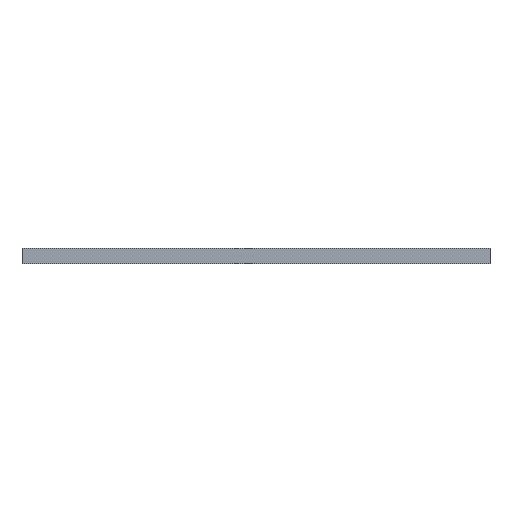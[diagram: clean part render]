
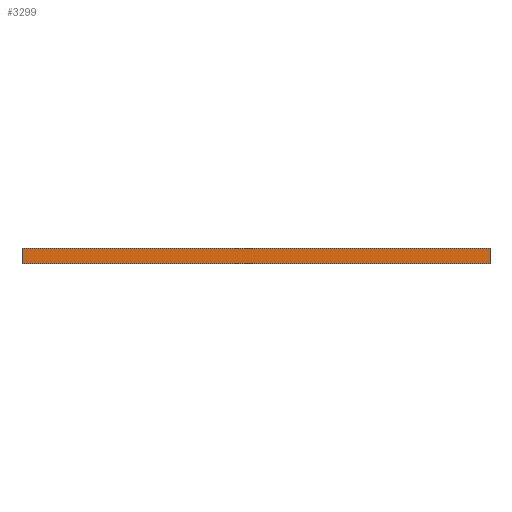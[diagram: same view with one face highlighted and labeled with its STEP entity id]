
A CAD part, left-side view. The second image highlights one B-rep face of the part: STEP entity #3299.
In plain terms, the highlighted planar face has unit normal (-1, 0, 0).
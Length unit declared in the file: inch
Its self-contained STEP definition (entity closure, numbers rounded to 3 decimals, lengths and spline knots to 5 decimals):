
#48 = DIRECTION ( 'NONE',  ( 0., 1., 0. ) ) ;
#131 = ORIENTED_EDGE ( 'NONE', *, *, #3820, .T. ) ;
#412 = EDGE_CURVE ( 'NONE', #5208, #4746, #4102, .T. ) ;
#417 = CARTESIAN_POINT ( 'NONE',  ( -0.88583, 1.05298, 0.02953 ) ) ;
#733 = AXIS2_PLACEMENT_3D ( 'NONE', #5659, #4605, #6123 ) ;
#735 = DIRECTION ( 'NONE',  ( 0., 1., 0. ) ) ;
#779 = ORIENTED_EDGE ( 'NONE', *, *, #412, .F. ) ;
#837 = DIRECTION ( 'NONE',  ( 0., 0., 1. ) ) ;
#1075 = LINE ( 'NONE', #3338, #1478 ) ;
#1417 = EDGE_LOOP ( 'NONE', ( #2055, #1678, #779, #131 ) ) ;
#1478 = VECTOR ( 'NONE', #735, 39.37008 ) ;
#1566 = VERTEX_POINT ( 'NONE', #417 ) ;
#1678 = ORIENTED_EDGE ( 'NONE', *, *, #3350, .T. ) ;
#1943 = CARTESIAN_POINT ( 'NONE',  ( -0.88583, 1.05298, 0. ) ) ;
#2018 = CARTESIAN_POINT ( 'NONE',  ( -0.88583, -0.71867, 0.02953 ) ) ;
#2055 = ORIENTED_EDGE ( 'NONE', *, *, #6367, .T. ) ;
#2314 = LINE ( 'NONE', #4474, #6399 ) ;
#2880 = VECTOR ( 'NONE', #48, 39.37008 ) ;
#3299 = ADVANCED_FACE ( 'NONE', ( #5425 ), #5135, .T. ) ;
#3338 = CARTESIAN_POINT ( 'NONE',  ( -0.88583, 1.05298, 0.02953 ) ) ;
#3350 = EDGE_CURVE ( 'NONE', #1566, #4746, #6649, .T. ) ;
#3522 = CARTESIAN_POINT ( 'NONE',  ( -0.88583, -0.71867, -0.02953 ) ) ;
#3552 = CARTESIAN_POINT ( 'NONE',  ( -0.88583, 0.16716, -0.02953 ) ) ;
#3820 = EDGE_CURVE ( 'NONE', #5208, #5190, #2314, .T. ) ;
#4102 = LINE ( 'NONE', #3552, #2880 ) ;
#4474 = CARTESIAN_POINT ( 'NONE',  ( -0.88583, -0.71867, 0. ) ) ;
#4605 = DIRECTION ( 'NONE',  ( -1., 0., 0. ) ) ;
#4746 = VERTEX_POINT ( 'NONE', #5385 ) ;
#5135 = PLANE ( 'NONE',  #733 ) ;
#5190 = VERTEX_POINT ( 'NONE', #2018 ) ;
#5208 = VERTEX_POINT ( 'NONE', #3522 ) ;
#5385 = CARTESIAN_POINT ( 'NONE',  ( -0.88583, 1.05298, -0.02953 ) ) ;
#5425 = FACE_OUTER_BOUND ( 'NONE', #1417, .T. ) ;
#5621 = DIRECTION ( 'NONE',  ( 0., 0., -1. ) ) ;
#5659 = CARTESIAN_POINT ( 'NONE',  ( -0.88583, 1.05298, 0. ) ) ;
#5996 = VECTOR ( 'NONE', #5621, 39.37008 ) ;
#6123 = DIRECTION ( 'NONE',  ( 0., -1., 0. ) ) ;
#6367 = EDGE_CURVE ( 'NONE', #5190, #1566, #1075, .T. ) ;
#6399 = VECTOR ( 'NONE', #837, 39.37008 ) ;
#6649 = LINE ( 'NONE', #1943, #5996 ) ;
